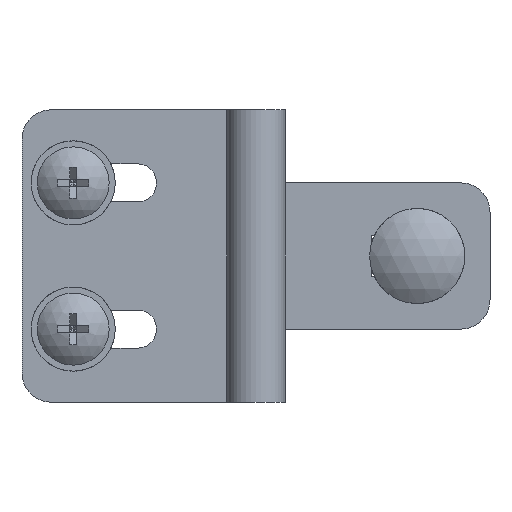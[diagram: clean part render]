
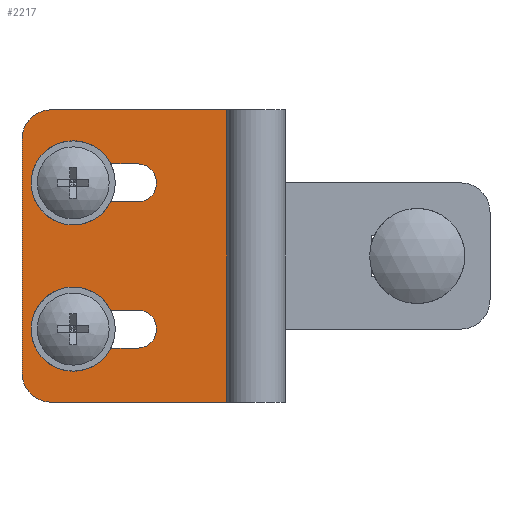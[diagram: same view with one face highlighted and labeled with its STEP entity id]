
A CAD part, front view. The second image highlights one B-rep face of the part: STEP entity #2217.
In plain terms, the highlighted planar face has unit normal (0, -1, 0).
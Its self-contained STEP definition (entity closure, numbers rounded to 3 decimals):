
#52=PLANE('',#2441);
#151=FACE_BOUND('',#342,.T.);
#152=FACE_BOUND('',#343,.T.);
#203=FACE_OUTER_BOUND('',#341,.T.);
#341=EDGE_LOOP('',(#1531,#1532,#1533,#1534,#1535,#1536,#1537,#1538,#1539,
#1540));
#342=EDGE_LOOP('',(#1541,#1542,#1543,#1544));
#343=EDGE_LOOP('',(#1545,#1546,#1547,#1548));
#496=CIRCLE('',#2388,5.75);
#515=CIRCLE('',#2410,5.75);
#533=CIRCLE('',#2431,2.6);
#537=CIRCLE('',#2437,2.6);
#539=CIRCLE('',#2442,4.);
#540=CIRCLE('',#2443,4.);
#571=LINE('',#3282,#754);
#573=LINE('',#3288,#756);
#586=LINE('',#3414,#769);
#591=LINE('',#3423,#774);
#592=LINE('',#3426,#775);
#593=LINE('',#3430,#776);
#594=LINE('',#3433,#777);
#595=LINE('',#3434,#778);
#596=LINE('',#3435,#779);
#597=LINE('',#3436,#780);
#598=LINE('',#3437,#781);
#599=LINE('',#3438,#782);
#754=VECTOR('',#2644,10.);
#756=VECTOR('',#2650,10.);
#769=VECTOR('',#2779,0.536);
#774=VECTOR('',#2786,0.536);
#775=VECTOR('',#2789,24.536);
#776=VECTOR('',#2792,32.);
#777=VECTOR('',#2795,24.536);
#778=VECTOR('',#2796,20.);
#779=VECTOR('',#2797,3.671);
#780=VECTOR('',#2798,3.671);
#781=VECTOR('',#2799,3.671);
#782=VECTOR('',#2800,3.671);
#951=VERTEX_POINT('',#3279);
#952=VERTEX_POINT('',#3281);
#953=VERTEX_POINT('',#3285);
#954=VERTEX_POINT('',#3287);
#957=VERTEX_POINT('',#3297);
#959=VERTEX_POINT('',#3300);
#976=VERTEX_POINT('',#3340);
#978=VERTEX_POINT('',#3343);
#997=VERTEX_POINT('',#3386);
#998=VERTEX_POINT('',#3387);
#1005=VERTEX_POINT('',#3404);
#1006=VERTEX_POINT('',#3405);
#1009=VERTEX_POINT('',#3413);
#1012=VERTEX_POINT('',#3421);
#1013=VERTEX_POINT('',#3425);
#1014=VERTEX_POINT('',#3427);
#1015=VERTEX_POINT('',#3429);
#1016=VERTEX_POINT('',#3431);
#1138=EDGE_CURVE('',#951,#952,#571,.T.);
#1142=EDGE_CURVE('',#953,#954,#573,.T.);
#1148=EDGE_CURVE('',#959,#957,#496,.T.);
#1169=EDGE_CURVE('',#978,#976,#515,.T.);
#1190=EDGE_CURVE('',#997,#998,#533,.T.);
#1198=EDGE_CURVE('',#1005,#1006,#537,.T.);
#1202=EDGE_CURVE('',#1009,#952,#586,.T.);
#1207=EDGE_CURVE('',#953,#1012,#591,.T.);
#1208=EDGE_CURVE('',#1013,#951,#592,.T.);
#1209=EDGE_CURVE('',#1013,#1014,#539,.T.);
#1210=EDGE_CURVE('',#1014,#1015,#593,.T.);
#1211=EDGE_CURVE('',#1015,#1016,#540,.T.);
#1212=EDGE_CURVE('',#954,#1016,#594,.T.);
#1213=EDGE_CURVE('',#1012,#1009,#595,.T.);
#1214=EDGE_CURVE('',#957,#1005,#596,.T.);
#1215=EDGE_CURVE('',#1006,#959,#597,.T.);
#1216=EDGE_CURVE('',#976,#997,#598,.T.);
#1217=EDGE_CURVE('',#998,#978,#599,.T.);
#1531=ORIENTED_EDGE('',*,*,#1202,.T.);
#1532=ORIENTED_EDGE('',*,*,#1138,.F.);
#1533=ORIENTED_EDGE('',*,*,#1208,.F.);
#1534=ORIENTED_EDGE('',*,*,#1209,.T.);
#1535=ORIENTED_EDGE('',*,*,#1210,.T.);
#1536=ORIENTED_EDGE('',*,*,#1211,.T.);
#1537=ORIENTED_EDGE('',*,*,#1212,.F.);
#1538=ORIENTED_EDGE('',*,*,#1142,.F.);
#1539=ORIENTED_EDGE('',*,*,#1207,.T.);
#1540=ORIENTED_EDGE('',*,*,#1213,.T.);
#1541=ORIENTED_EDGE('',*,*,#1148,.T.);
#1542=ORIENTED_EDGE('',*,*,#1214,.T.);
#1543=ORIENTED_EDGE('',*,*,#1198,.T.);
#1544=ORIENTED_EDGE('',*,*,#1215,.T.);
#1545=ORIENTED_EDGE('',*,*,#1169,.T.);
#1546=ORIENTED_EDGE('',*,*,#1216,.T.);
#1547=ORIENTED_EDGE('',*,*,#1190,.T.);
#1548=ORIENTED_EDGE('',*,*,#1217,.T.);
#2217=ADVANCED_FACE('',(#203,#151,#152),#52,.F.);
#2388=AXIS2_PLACEMENT_3D('',#3301,#2664,#2665);
#2410=AXIS2_PLACEMENT_3D('',#3344,#2710,#2711);
#2431=AXIS2_PLACEMENT_3D('',#3388,#2755,#2756);
#2437=AXIS2_PLACEMENT_3D('',#3406,#2771,#2772);
#2441=AXIS2_PLACEMENT_3D('',#3424,#2787,#2788);
#2442=AXIS2_PLACEMENT_3D('',#3428,#2790,#2791);
#2443=AXIS2_PLACEMENT_3D('',#3432,#2793,#2794);
#2644=DIRECTION('',(0.,0.,-1.));
#2650=DIRECTION('',(0.,0.,-1.));
#2664=DIRECTION('center_axis',(0.,1.,0.));
#2665=DIRECTION('ref_axis',(-1.,0.,0.));
#2710=DIRECTION('center_axis',(0.,1.,0.));
#2711=DIRECTION('ref_axis',(-1.,0.,0.));
#2755=DIRECTION('center_axis',(0.,1.,0.));
#2756=DIRECTION('ref_axis',(1.,0.,0.));
#2771=DIRECTION('center_axis',(0.,1.,0.));
#2772=DIRECTION('ref_axis',(1.,0.,0.));
#2779=DIRECTION('',(1.,0.,0.));
#2786=DIRECTION('',(-1.,0.,0.));
#2787=DIRECTION('center_axis',(0.,1.,0.));
#2788=DIRECTION('ref_axis',(0.,0.,1.));
#2789=DIRECTION('',(1.,0.,0.));
#2790=DIRECTION('center_axis',(0.,-1.,0.));
#2791=DIRECTION('ref_axis',(0.,0.,1.));
#2792=DIRECTION('',(0.,0.,-1.));
#2793=DIRECTION('center_axis',(0.,-1.,0.));
#2794=DIRECTION('ref_axis',(0.,0.,-1.));
#2795=DIRECTION('',(-1.,0.,0.));
#2796=DIRECTION('',(0.,0.,1.));
#2797=DIRECTION('',(1.,0.,0.));
#2798=DIRECTION('',(-1.,0.,0.));
#2799=DIRECTION('',(1.,0.,0.));
#2800=DIRECTION('',(-1.,0.,0.));
#3279=CARTESIAN_POINT('',(-3.464,2.,40.));
#3281=CARTESIAN_POINT('',(-3.464,2.,30.));
#3282=CARTESIAN_POINT('',(-3.464,2.,40.));
#3285=CARTESIAN_POINT('',(-3.464,2.,10.));
#3287=CARTESIAN_POINT('',(-3.464,2.,0.));
#3288=CARTESIAN_POINT('',(-3.464,2.,10.));
#3297=CARTESIAN_POINT('',(-19.871,2.,32.6));
#3300=CARTESIAN_POINT('',(-19.871,2.,27.4));
#3301=CARTESIAN_POINT('Origin',(-25.,2.,30.));
#3340=CARTESIAN_POINT('',(-19.871,2.,12.6));
#3343=CARTESIAN_POINT('',(-19.871,2.,7.4));
#3344=CARTESIAN_POINT('Origin',(-25.,2.,10.));
#3386=CARTESIAN_POINT('',(-16.2,2.,12.6));
#3387=CARTESIAN_POINT('',(-16.2,2.,7.4));
#3388=CARTESIAN_POINT('Origin',(-16.2,2.,10.));
#3404=CARTESIAN_POINT('',(-16.2,2.,32.6));
#3405=CARTESIAN_POINT('',(-16.2,2.,27.4));
#3406=CARTESIAN_POINT('Origin',(-16.2,2.,30.));
#3413=CARTESIAN_POINT('',(-4.,2.,30.));
#3414=CARTESIAN_POINT('',(-4.,2.,30.));
#3421=CARTESIAN_POINT('',(-4.,2.,10.));
#3423=CARTESIAN_POINT('',(-3.464,2.,10.));
#3424=CARTESIAN_POINT('Origin',(-16.,2.,20.));
#3425=CARTESIAN_POINT('',(-28.,2.,40.));
#3426=CARTESIAN_POINT('',(-28.,2.,40.));
#3427=CARTESIAN_POINT('',(-32.,2.,36.));
#3428=CARTESIAN_POINT('Origin',(-28.,2.,36.));
#3429=CARTESIAN_POINT('',(-32.,2.,4.));
#3430=CARTESIAN_POINT('',(-32.,2.,36.));
#3431=CARTESIAN_POINT('',(-28.,2.,0.));
#3432=CARTESIAN_POINT('Origin',(-28.,2.,4.));
#3433=CARTESIAN_POINT('',(-3.464,2.,0.));
#3434=CARTESIAN_POINT('',(-4.,2.,10.));
#3435=CARTESIAN_POINT('',(-19.871,2.,32.6));
#3436=CARTESIAN_POINT('',(-16.2,2.,27.4));
#3437=CARTESIAN_POINT('',(-19.871,2.,12.6));
#3438=CARTESIAN_POINT('',(-16.2,2.,7.4));
